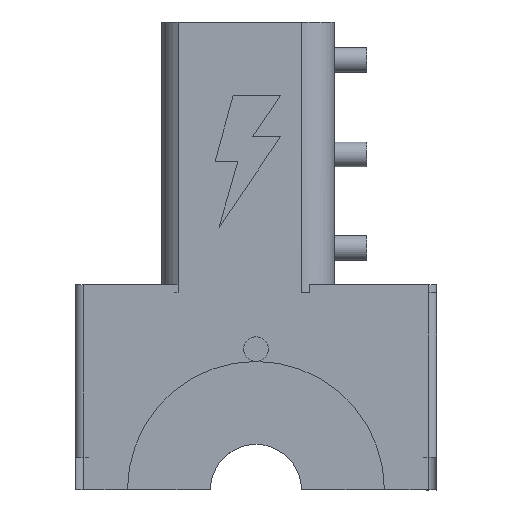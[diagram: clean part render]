
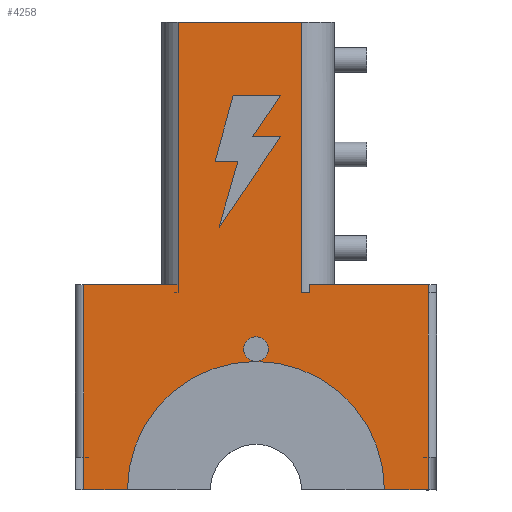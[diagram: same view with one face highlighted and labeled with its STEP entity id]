
A CAD part, front view. The second image highlights one B-rep face of the part: STEP entity #4258.
In plain terms, the highlighted planar face has unit normal (0, -1, 0).
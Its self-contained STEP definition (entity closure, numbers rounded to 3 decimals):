
#23=FACE_BOUND('',#446,.T.);
#38=PLANE('',#4502);
#226=FACE_OUTER_BOUND('',#445,.T.);
#445=EDGE_LOOP('',(#2956,#2957,#2958,#2959,#2960,#2961,#2962,#2963,#2964,
#2965,#2966,#2967,#2968,#2969,#2970,#2971,#2972,#2973));
#446=EDGE_LOOP('',(#2974,#2975,#2976,#2977,#2978,#2979,#2980));
#679=LINE('',#5970,#1243);
#680=LINE('',#5972,#1244);
#681=LINE('',#5974,#1245);
#682=LINE('',#5975,#1246);
#683=LINE('',#5979,#1247);
#684=LINE('',#5981,#1248);
#685=LINE('',#5983,#1249);
#686=LINE('',#5985,#1250);
#687=LINE('',#5987,#1251);
#688=LINE('',#5989,#1252);
#689=LINE('',#5991,#1253);
#690=LINE('',#5993,#1254);
#691=LINE('',#5995,#1255);
#692=LINE('',#5996,#1256);
#693=LINE('',#5999,#1257);
#694=LINE('',#6001,#1258);
#695=LINE('',#6003,#1259);
#696=LINE('',#6005,#1260);
#697=LINE('',#6007,#1261);
#698=LINE('',#6009,#1262);
#699=LINE('',#6010,#1263);
#1243=VECTOR('',#4817,10.);
#1244=VECTOR('',#4818,10.);
#1245=VECTOR('',#4819,10.);
#1246=VECTOR('',#4820,10.);
#1247=VECTOR('',#4823,10.);
#1248=VECTOR('',#4824,10.);
#1249=VECTOR('',#4825,10.);
#1250=VECTOR('',#4826,10.);
#1251=VECTOR('',#4827,10.);
#1252=VECTOR('',#4828,10.);
#1253=VECTOR('',#4829,10.);
#1254=VECTOR('',#4830,10.);
#1255=VECTOR('',#4831,10.);
#1256=VECTOR('',#4832,10.);
#1257=VECTOR('',#4833,10.);
#1258=VECTOR('',#4834,10.);
#1259=VECTOR('',#4835,10.);
#1260=VECTOR('',#4836,10.);
#1261=VECTOR('',#4837,10.);
#1262=VECTOR('',#4838,10.);
#1263=VECTOR('',#4839,10.);
#1804=CIRCLE('',#4496,1.5);
#1805=CIRCLE('',#4497,1.5);
#1807=CIRCLE('',#4500,15.65);
#1809=CIRCLE('',#4503,15.65);
#1880=VERTEX_POINT('',#5951);
#1881=VERTEX_POINT('',#5952);
#1884=VERTEX_POINT('',#5962);
#1886=VERTEX_POINT('',#5968);
#1887=VERTEX_POINT('',#5969);
#1888=VERTEX_POINT('',#5971);
#1889=VERTEX_POINT('',#5973);
#1890=VERTEX_POINT('',#5976);
#1891=VERTEX_POINT('',#5978);
#1892=VERTEX_POINT('',#5980);
#1893=VERTEX_POINT('',#5982);
#1894=VERTEX_POINT('',#5984);
#1895=VERTEX_POINT('',#5986);
#1896=VERTEX_POINT('',#5988);
#1897=VERTEX_POINT('',#5990);
#1898=VERTEX_POINT('',#5992);
#1899=VERTEX_POINT('',#5994);
#1900=VERTEX_POINT('',#5997);
#1901=VERTEX_POINT('',#5998);
#1902=VERTEX_POINT('',#6000);
#1903=VERTEX_POINT('',#6002);
#1904=VERTEX_POINT('',#6004);
#1905=VERTEX_POINT('',#6006);
#1906=VERTEX_POINT('',#6008);
#2303=EDGE_CURVE('',#1880,#1881,#1804,.T.);
#2306=EDGE_CURVE('',#1881,#1880,#1805,.T.);
#2309=EDGE_CURVE('',#1884,#1880,#1807,.T.);
#2312=EDGE_CURVE('',#1886,#1887,#679,.T.);
#2313=EDGE_CURVE('',#1888,#1886,#680,.T.);
#2314=EDGE_CURVE('',#1889,#1888,#681,.T.);
#2315=EDGE_CURVE('',#1884,#1889,#682,.T.);
#2316=EDGE_CURVE('',#1880,#1890,#1809,.T.);
#2317=EDGE_CURVE('',#1891,#1890,#683,.T.);
#2318=EDGE_CURVE('',#1892,#1891,#684,.T.);
#2319=EDGE_CURVE('',#1893,#1892,#685,.T.);
#2320=EDGE_CURVE('',#1894,#1893,#686,.T.);
#2321=EDGE_CURVE('',#1894,#1895,#687,.T.);
#2322=EDGE_CURVE('',#1896,#1895,#688,.T.);
#2323=EDGE_CURVE('',#1896,#1897,#689,.T.);
#2324=EDGE_CURVE('',#1898,#1897,#690,.T.);
#2325=EDGE_CURVE('',#1899,#1898,#691,.T.);
#2326=EDGE_CURVE('',#1899,#1887,#692,.T.);
#2327=EDGE_CURVE('',#1900,#1901,#693,.T.);
#2328=EDGE_CURVE('',#1901,#1902,#694,.T.);
#2329=EDGE_CURVE('',#1902,#1903,#695,.T.);
#2330=EDGE_CURVE('',#1903,#1904,#696,.T.);
#2331=EDGE_CURVE('',#1904,#1905,#697,.T.);
#2332=EDGE_CURVE('',#1905,#1906,#698,.T.);
#2333=EDGE_CURVE('',#1906,#1900,#699,.T.);
#2956=ORIENTED_EDGE('',*,*,#2312,.F.);
#2957=ORIENTED_EDGE('',*,*,#2313,.F.);
#2958=ORIENTED_EDGE('',*,*,#2314,.F.);
#2959=ORIENTED_EDGE('',*,*,#2315,.F.);
#2960=ORIENTED_EDGE('',*,*,#2309,.T.);
#2961=ORIENTED_EDGE('',*,*,#2303,.T.);
#2962=ORIENTED_EDGE('',*,*,#2306,.T.);
#2963=ORIENTED_EDGE('',*,*,#2316,.T.);
#2964=ORIENTED_EDGE('',*,*,#2317,.F.);
#2965=ORIENTED_EDGE('',*,*,#2318,.F.);
#2966=ORIENTED_EDGE('',*,*,#2319,.F.);
#2967=ORIENTED_EDGE('',*,*,#2320,.F.);
#2968=ORIENTED_EDGE('',*,*,#2321,.T.);
#2969=ORIENTED_EDGE('',*,*,#2322,.F.);
#2970=ORIENTED_EDGE('',*,*,#2323,.T.);
#2971=ORIENTED_EDGE('',*,*,#2324,.F.);
#2972=ORIENTED_EDGE('',*,*,#2325,.F.);
#2973=ORIENTED_EDGE('',*,*,#2326,.T.);
#2974=ORIENTED_EDGE('',*,*,#2327,.T.);
#2975=ORIENTED_EDGE('',*,*,#2328,.T.);
#2976=ORIENTED_EDGE('',*,*,#2329,.T.);
#2977=ORIENTED_EDGE('',*,*,#2330,.T.);
#2978=ORIENTED_EDGE('',*,*,#2331,.T.);
#2979=ORIENTED_EDGE('',*,*,#2332,.T.);
#2980=ORIENTED_EDGE('',*,*,#2333,.T.);
#4258=ADVANCED_FACE('',(#226,#23),#38,.F.);
#4496=AXIS2_PLACEMENT_3D('',#5953,#4799,#4800);
#4497=AXIS2_PLACEMENT_3D('',#5957,#4803,#4804);
#4500=AXIS2_PLACEMENT_3D('',#5963,#4810,#4811);
#4502=AXIS2_PLACEMENT_3D('',#5967,#4815,#4816);
#4503=AXIS2_PLACEMENT_3D('',#5977,#4821,#4822);
#4799=DIRECTION('center_axis',(0.,1.,0.));
#4800=DIRECTION('ref_axis',(1.,0.,0.));
#4803=DIRECTION('center_axis',(0.,1.,0.));
#4804=DIRECTION('ref_axis',(1.,0.,0.));
#4810=DIRECTION('center_axis',(0.,1.,0.));
#4811=DIRECTION('ref_axis',(0.,0.,
1.));
#4815=DIRECTION('center_axis',(0.,1.,0.));
#4816=DIRECTION('ref_axis',(0.,0.,1.));
#4817=DIRECTION('',(1.,0.,0.));
#4818=DIRECTION('',(0.,0.,1.));
#4819=DIRECTION('',(0.,0.,1.));
#4820=DIRECTION('',(-1.,0.,0.));
#4821=DIRECTION('center_axis',(0.,1.,0.));
#4822=DIRECTION('ref_axis',(0.,0.,
1.));
#4823=DIRECTION('',(-1.,0.,0.));
#4824=DIRECTION('',(0.,0.,-1.));
#4825=DIRECTION('',(0.,0.,-1.));
#4826=DIRECTION('',(0.,0.,-1.));
#4827=DIRECTION('',(-1.,0.,0.));
#4828=DIRECTION('',(0.,0.,1.));
#4829=DIRECTION('',(-1.,0.,0.));
#4830=DIRECTION('',(0.,0.,-1.));
#4831=DIRECTION('',(1.,0.,0.));
#4832=DIRECTION('',(0.,0.,-1.));
#4833=DIRECTION('',(0.275,0.,0.961));
#4834=DIRECTION('',(-1.,0.,0.));
#4835=DIRECTION('',(0.265,0.,0.964));
#4836=DIRECTION('',(1.,0.,0.));
#4837=DIRECTION('',(-0.563,0.,-0.827));
#4838=DIRECTION('',(1.,0.,0.));
#4839=DIRECTION('',(-0.563,0.,-0.827));
#5951=CARTESIAN_POINT('',(65.993,-83.,15.657));
#5952=CARTESIAN_POINT('',(64.493,-83.,17.157));
#5953=CARTESIAN_POINT('Origin',(65.993,-83.,17.157));
#5957=CARTESIAN_POINT('Origin',(65.993,-83.,17.157));
#5962=CARTESIAN_POINT('',(50.343,-83.,0.));
#5963=CARTESIAN_POINT('Origin',(65.993,-83.,0.007));
#5967=CARTESIAN_POINT('Origin',(68.,-83.,7.5));
#5968=CARTESIAN_POINT('',(45.,-83.,25.));
#5969=CARTESIAN_POINT('',(56.5,-83.,25.));
#5970=CARTESIAN_POINT('',(44.,-83.,25.));
#5971=CARTESIAN_POINT('',(45.,-83.,4.));
#5972=CARTESIAN_POINT('',(45.,-83.,7.5));
#5973=CARTESIAN_POINT('',(45.,-83.,0.));
#5974=CARTESIAN_POINT('',(45.,-83.,7.5));
#5975=CARTESIAN_POINT('',(68.,-83.,0.));
#5976=CARTESIAN_POINT('',(81.643,-83.,0.));
#5977=CARTESIAN_POINT('Origin',(65.993,-83.,0.007));
#5978=CARTESIAN_POINT('',(87.,-83.,0.));
#5979=CARTESIAN_POINT('',(68.,-83.,0.));
#5980=CARTESIAN_POINT('',(87.,-83.,4.));
#5981=CARTESIAN_POINT('',(87.,-83.,7.5));
#5982=CARTESIAN_POINT('',(87.,-83.,24.));
#5983=CARTESIAN_POINT('',(87.,-83.,7.5));
#5984=CARTESIAN_POINT('',(87.,-83.,25.));
#5985=CARTESIAN_POINT('',(87.,-83.,24.));
#5986=CARTESIAN_POINT('',(72.5,-83.,25.));
#5987=CARTESIAN_POINT('',(75.,-83.,25.));
#5988=CARTESIAN_POINT('',(72.5,-83.,24.));
#5989=CARTESIAN_POINT('',(72.5,-83.,24.));
#5990=CARTESIAN_POINT('',(71.5,-83.,24.));
#5991=CARTESIAN_POINT('',(67.,-83.,24.));
#5992=CARTESIAN_POINT('',(71.5,-83.,57.));
#5993=CARTESIAN_POINT('',(71.5,-83.,32.3));
#5994=CARTESIAN_POINT('',(56.5,-83.,57.));
#5995=CARTESIAN_POINT('',(67.,-83.,57.));
#5996=CARTESIAN_POINT('',(56.5,-83.,15.8));
#5997=CARTESIAN_POINT('',(61.497,-83.,31.997));
#5998=CARTESIAN_POINT('',(63.793,-83.,40.027));
#5999=CARTESIAN_POINT('',(58.505,-83.,21.534));
#6000=CARTESIAN_POINT('',(61.02,-83.,40.027));
#6001=CARTESIAN_POINT('',(65.897,-83.,40.027));
#6002=CARTESIAN_POINT('',(63.217,-83.,48.027));
#6003=CARTESIAN_POINT('',(57.111,-83.,25.796));
#6004=CARTESIAN_POINT('',(69.,-83.,48.027));
#6005=CARTESIAN_POINT('',(65.609,-83.,48.027));
#6006=CARTESIAN_POINT('',(65.585,-83.,43.014));
#6007=CARTESIAN_POINT('',(59.414,-83.,33.952));
#6008=CARTESIAN_POINT('',(69.,-83.,43.014));
#6009=CARTESIAN_POINT('',(66.793,-83.,43.014));
#6010=CARTESIAN_POINT('',(60.58,-83.,30.651));
